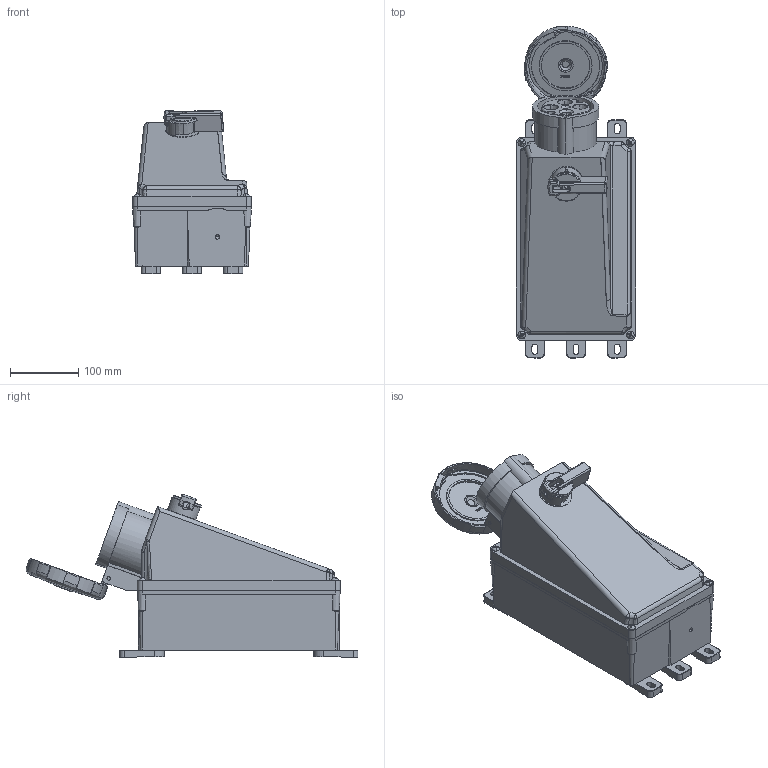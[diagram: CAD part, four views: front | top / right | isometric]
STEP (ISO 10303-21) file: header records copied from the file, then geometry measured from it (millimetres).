
FILE_DESCRIPTION (( 'STEP AP203' ), '1' );
FILE_NAME ('BRY4100MI5W.step', '2023-02-15T14:42:15', ( '' ), ( '' ), 'SwSTEP 2.0', 'SolidWorks 2021', '' );
FILE_SCHEMA (( 'CONFIG_CONTROL_DESIGN' ));
Products named in the file (1): BRY4100MI5W
Bounding box: 174.93 x 486.74 x 239.5 mm (x, y, z)
Volume: 7844302.3 mm3; surface area: 580453.5 mm2
Topology: 15 solids, 15 shells, 2241 faces, 6097 edges, 3886 vertices
Faces by surface type: plane 806, cylinder 700, bspline 568, cone 155, torus 12
Entity records: 92185 total; most frequent: CARTESIAN_POINT 40590, ORIENTED_EDGE 12008, DIRECTION 9028, EDGE_CURVE 6004, VERTEX_POINT 3886, AXIS2_PLACEMENT_3D 3211, LINE 2606, VECTOR 2606
